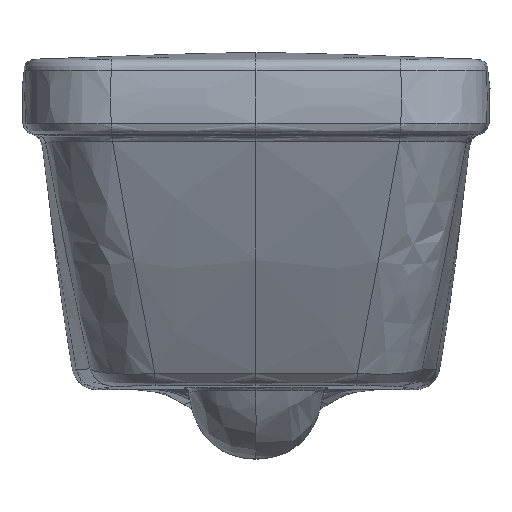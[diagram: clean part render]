
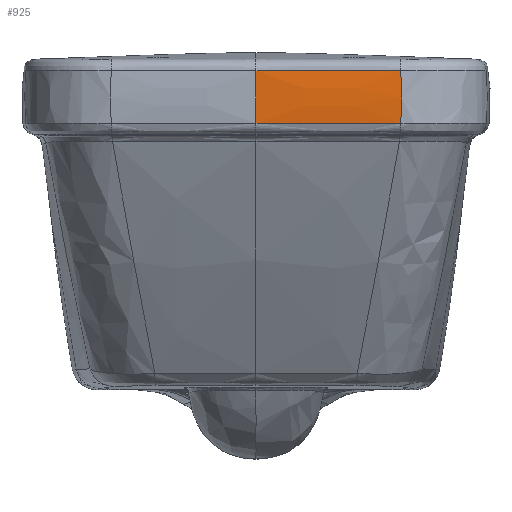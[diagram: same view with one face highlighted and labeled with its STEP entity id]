
A CAD part, front view. The second image highlights one B-rep face of the part: STEP entity #925.
In plain terms, the highlighted free-form (B-spline) face has degree [3, 3] with [4, 4] control points.
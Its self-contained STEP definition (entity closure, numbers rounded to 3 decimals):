
#201=(
BOUNDED_CURVE()
B_SPLINE_CURVE(3,(#21726,#21727,#21728,#21729),.UNSPECIFIED.,.F.,.F.)
B_SPLINE_CURVE_WITH_KNOTS((4,4),(0.,1.),.UNSPECIFIED.)
CURVE()
GEOMETRIC_REPRESENTATION_ITEM()
RATIONAL_B_SPLINE_CURVE((1.,1.,1.,
1.))
REPRESENTATION_ITEM('')
);
#613=B_SPLINE_SURFACE_WITH_KNOTS('',3,3,((#22805,#22806,#22807,#22808),
(#22809,#22810,#22811,#22812),(#22813,#22814,#22815,#22816),(#22817,#22818,
#22819,#22820)),.UNSPECIFIED.,.F.,.F.,.F.,(4,4),(4,4),(0.,1.),(0.,1.),
 .UNSPECIFIED.);
#925=ADVANCED_FACE('',(#1400),#613,.F.);
#1400=FACE_OUTER_BOUND('',#1860,.T.);
#1860=EDGE_LOOP('',(#2955,#2956,#2957,#2958));
#2955=ORIENTED_EDGE('',*,*,#5639,.F.);
#2956=ORIENTED_EDGE('',*,*,#5666,.F.);
#2957=ORIENTED_EDGE('',*,*,#5667,.T.);
#2958=ORIENTED_EDGE('',*,*,#5668,.T.);
#4776=VERTEX_POINT('',#21717);
#4779=VERTEX_POINT('',#21725);
#4796=VERTEX_POINT('',#22745);
#4797=VERTEX_POINT('',#22800);
#5639=EDGE_CURVE('',#4779,#4776,#201,.T.);
#5666=EDGE_CURVE('',#4796,#4779,#6744,.T.);
#5667=EDGE_CURVE('',#4796,#4797,#6745,.T.);
#5668=EDGE_CURVE('',#4797,#4776,#6746,.T.);
#6744=B_SPLINE_CURVE_WITH_KNOTS('',3,(#22741,#22742,#22743,#22744),
 .UNSPECIFIED.,.F.,.F.,(4,4),(0.,1.),.UNSPECIFIED.);
#6745=B_SPLINE_CURVE_WITH_KNOTS('',3,(#22746,#22747,#22748,#22749,#22750,
#22751,#22752,#22753,#22754,#22755,#22756,#22757,#22758,#22759,#22760,#22761,
#22762,#22763,#22764,#22765,#22766,#22767,#22768,#22769,#22770,#22771,#22772,
#22773,#22774,#22775,#22776,#22777,#22778,#22779,#22780,#22781,#22782,#22783,
#22784,#22785,#22786,#22787,#22788,#22789,#22790,#22791,#22792,#22793,#22794,
#22795,#22796,#22797,#22798,#22799),.UNSPECIFIED.,.F.,.F.,(4,2,2,1,2,2,
2,2,1,2,2,2,2,2,2,1,2,2,2,2,2,2,2,2,1,2,2,2,4),(0.,0.25,0.375,
0.406,0.422,0.43,0.437,
0.5,0.562,0.57,0.578,
0.594,0.625,0.641,0.645,
0.648,0.656,0.687,0.703,
0.711,0.715,0.719,0.75,
0.812,0.844,0.852,0.859,
0.875,1.),.UNSPECIFIED.);
#6746=B_SPLINE_CURVE_WITH_KNOTS('',3,(#22801,#22802,#22803,#22804),
 .UNSPECIFIED.,.F.,.F.,(4,4),(0.,1.),.UNSPECIFIED.);
#21717=CARTESIAN_POINT('',(114.399,-527.261,-9.221));
#21725=CARTESIAN_POINT('',(0.,-529.188,-9.22));
#21726=CARTESIAN_POINT('',(0.,-529.188,-9.22));
#21727=CARTESIAN_POINT('',(38.148,-529.188,-9.22));
#21728=CARTESIAN_POINT('',(76.281,-528.546,-9.22));
#21729=CARTESIAN_POINT('',(114.399,-527.261,-9.221));
#22741=CARTESIAN_POINT('',(0.,-529.191,-50.741));
#22742=CARTESIAN_POINT('',(0.,-530.27,-36.929));
#22743=CARTESIAN_POINT('',(0.,-530.269,-23.032));
#22744=CARTESIAN_POINT('',(0.,-529.188,-9.22));
#22745=CARTESIAN_POINT('',(0.,-529.191,-50.741));
#22746=CARTESIAN_POINT('',(0.,-529.191,-50.741));
#22747=CARTESIAN_POINT('',(11.696,-529.191,-50.741));
#22748=CARTESIAN_POINT('',(22.131,-529.132,-50.741));
#22749=CARTESIAN_POINT('',(35.893,-529.005,-50.741));
#22750=CARTESIAN_POINT('',(40.165,-528.956,-50.741));
#22751=CARTESIAN_POINT('',(45.111,-528.892,-50.741));
#22752=CARTESIAN_POINT('',(46.565,-528.872,-50.741));
#22753=CARTESIAN_POINT('',(47.975,-528.853,-50.741));
#22754=CARTESIAN_POINT('',(48.672,-528.843,-50.741));
#22755=CARTESIAN_POINT('',(48.862,-528.84,-50.741));
#22756=CARTESIAN_POINT('',(49.468,-528.831,-50.741));
#22757=CARTESIAN_POINT('',(49.771,-528.827,-50.741));
#22758=CARTESIAN_POINT('',(52.489,-528.787,-50.741));
#22759=CARTESIAN_POINT('',(54.79,-528.75,-50.741));
#22760=CARTESIAN_POINT('',(59.716,-528.667,-50.741));
#22761=CARTESIAN_POINT('',(62.395,-528.619,-50.741));
#22762=CARTESIAN_POINT('',(64.972,-528.57,-50.743));
#22763=CARTESIAN_POINT('',(65.542,-528.559,-50.743));
#22764=CARTESIAN_POINT('',(65.753,-528.555,-50.743));
#22765=CARTESIAN_POINT('',(66.495,-528.54,-50.743));
#22766=CARTESIAN_POINT('',(67.017,-528.53,-50.744));
#22767=CARTESIAN_POINT('',(68.665,-528.497,-50.745));
#22768=CARTESIAN_POINT('',(69.872,-528.473,-50.745));
#22769=CARTESIAN_POINT('',(71.846,-528.431,-50.747));
#22770=CARTESIAN_POINT('',(72.532,-528.416,-50.747));
#22771=CARTESIAN_POINT('',(73.422,-528.397,-50.748));
#22772=CARTESIAN_POINT('',(73.631,-528.393,-50.748));
#22773=CARTESIAN_POINT('',(74.163,-528.381,-50.748));
#22774=CARTESIAN_POINT('',(74.94,-528.364,-50.749));
#22775=CARTESIAN_POINT('',(75.658,-528.348,-50.749));
#22776=CARTESIAN_POINT('',(77.914,-528.297,-50.751));
#22777=CARTESIAN_POINT('',(79.29,-528.265,-50.752));
#22778=CARTESIAN_POINT('',(80.709,-528.231,-50.753));
#22779=CARTESIAN_POINT('',(81.075,-528.223,-50.753));
#22780=CARTESIAN_POINT('',(81.462,-528.213,-50.753));
#22781=CARTESIAN_POINT('',(81.565,-528.211,-50.753));
#22782=CARTESIAN_POINT('',(81.678,-528.208,-50.754));
#22783=CARTESIAN_POINT('',(81.621,-528.21,-50.754));
#22784=CARTESIAN_POINT('',(81.977,-528.201,-50.754));
#22785=CARTESIAN_POINT('',(82.154,-528.197,-50.754));
#22786=CARTESIAN_POINT('',(83.74,-528.158,-50.755));
#22787=CARTESIAN_POINT('',(85.1,-528.124,-50.756));
#22788=CARTESIAN_POINT('',(89.024,-528.024,-50.757));
#22789=CARTESIAN_POINT('',(91.437,-527.96,-50.758));
#22790=CARTESIAN_POINT('',(94.749,-527.868,-50.759));
#22791=CARTESIAN_POINT('',(96.065,-527.831,-50.758));
#22792=CARTESIAN_POINT('',(97.301,-527.796,-50.758));
#22793=CARTESIAN_POINT('',(97.789,-527.782,-50.758));
#22794=CARTESIAN_POINT('',(98.018,-527.775,-50.758));
#22795=CARTESIAN_POINT('',(98.989,-527.747,-50.758));
#22796=CARTESIAN_POINT('',(99.631,-527.728,-50.757));
#22797=CARTESIAN_POINT('',(105.354,-527.56,-50.755));
#22798=CARTESIAN_POINT('',(110.066,-527.41,-50.748));
#22799=CARTESIAN_POINT('',(114.403,-527.264,-50.738));
#22800=CARTESIAN_POINT('',(114.403,-527.264,-50.738));
#22801=CARTESIAN_POINT('',(114.403,-527.264,-50.738));
#22802=CARTESIAN_POINT('',(115.211,-528.315,-36.927));
#22803=CARTESIAN_POINT('',(115.21,-528.314,-23.032));
#22804=CARTESIAN_POINT('',(114.399,-527.261,-9.221));
#22805=CARTESIAN_POINT('',(181.778,-522.495,7.377));
#22806=CARTESIAN_POINT('',(60.709,-528.987,7.377));
#22807=CARTESIAN_POINT('',(-60.709,-528.987,7.377));
#22808=CARTESIAN_POINT('',(-181.778,-522.495,7.377));
#22809=CARTESIAN_POINT('',(181.966,-525.998,-17.376));
#22810=CARTESIAN_POINT('',(60.772,-532.504,-17.376));
#22811=CARTESIAN_POINT('',(-60.772,-532.504,-17.376));
#22812=CARTESIAN_POINT('',(-181.966,-525.998,-17.376));
#22813=CARTESIAN_POINT('',(181.966,-525.998,-42.624));
#22814=CARTESIAN_POINT('',(60.772,-532.504,-42.624));
#22815=CARTESIAN_POINT('',(-60.772,-532.504,-42.624));
#22816=CARTESIAN_POINT('',(-181.966,-525.998,-42.624));
#22817=CARTESIAN_POINT('',(181.778,-522.495,-67.377));
#22818=CARTESIAN_POINT('',(60.709,-528.987,-67.377));
#22819=CARTESIAN_POINT('',(-60.709,-528.987,-67.377));
#22820=CARTESIAN_POINT('',(-181.778,-522.495,-67.377));
